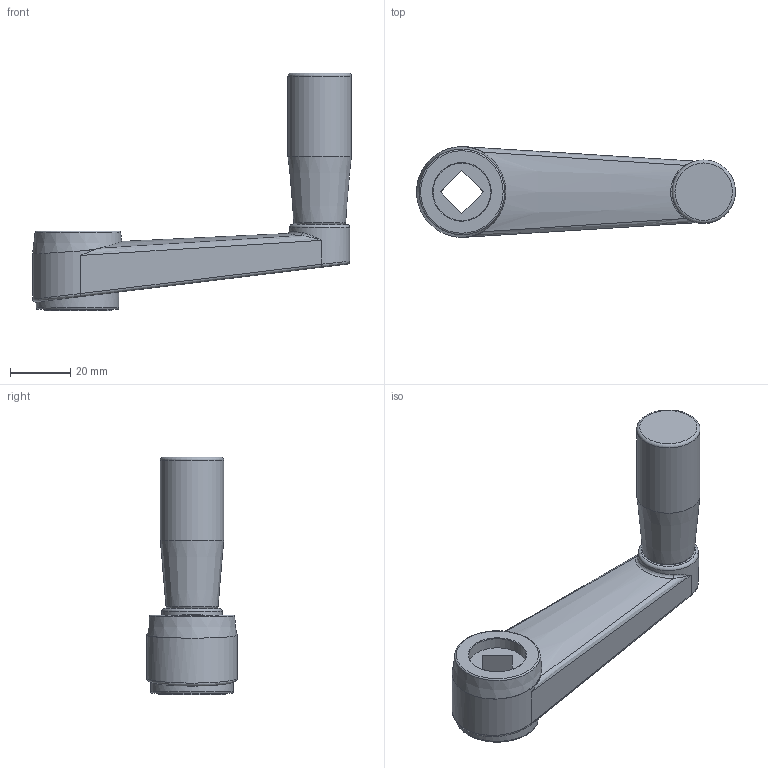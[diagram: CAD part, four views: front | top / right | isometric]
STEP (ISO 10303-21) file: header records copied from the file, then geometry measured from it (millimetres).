
FILE_DESCRIPTION( ( 'Unknown' ), '1' );
FILE_NAME( '6335430_MV080_TM.stp', 'Unknown', ( 'Unknown' ), ( 'Unknown' ), 'PSStep 11.0', 'Unknown', ' ' );
FILE_SCHEMA( ( 'AUTOMOTIVE_DESIGN { 1 0 10303 214 1 1 1 1 }' ) );
Length unit declared in the file: millimetre
Products named in the file (2): 1801102
Bounding box: 105.5 x 29.96 x 78.7 mm (x, y, z)
Volume: 42245.4 mm3; surface area: 20481.3 mm2
Topology: 2 solids, 4 shells, 241 faces, 630 edges, 403 vertices
Faces by surface type: plane 125, cylinder 70, bspline 22, cone 15, torus 9
Full cylindrical faces by diameter (mm): 3.1 x1, 6.8 x2, 7.9 x1, 8 x1, 10 x2, 19 x1, 20 x1, 21 x1, 22 x1, 27.306 x1
Entity records: 13744 total; most frequent: CARTESIAN_POINT 6245, ORIENTED_EDGE 1180, DIRECTION 1070, EDGE_CURVE 590, VERTEX_POINT 394, AXIS2_PLACEMENT_3D 391, LINE 288, VECTOR 288
